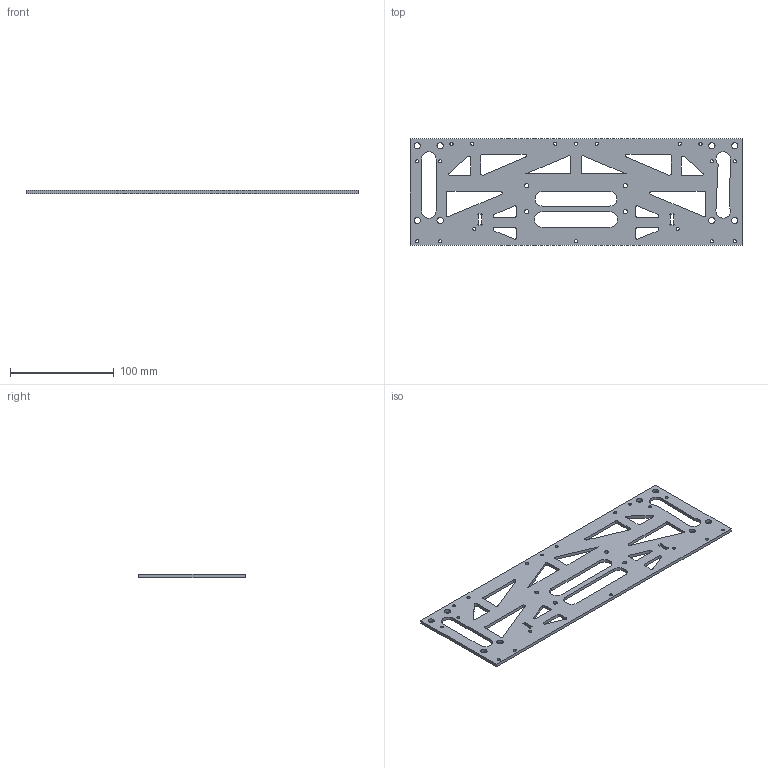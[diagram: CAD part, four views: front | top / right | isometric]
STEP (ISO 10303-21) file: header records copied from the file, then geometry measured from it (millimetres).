
FILE_DESCRIPTION (( 'STEP AP203' ), '1' );
FILE_NAME ('忐誘忤Ч結啣x1-抯啣.STEP', '2024-11-05T11:25:18', ( '' ), ( '' ), 'SwSTEP 2.0', 'SolidWorks 2020', '' );
FILE_SCHEMA (( 'CONFIG_CONTROL_DESIGN' ));
Length unit declared in the file: millimetre
Products named in the file (1): 忐誘忤Ч結啣x1-抯啣
Bounding box: 320 x 103 x 3 mm (x, y, z)
Volume: 72683.6 mm3; surface area: 57457 mm2
Topology: 1 solids, 1 shells, 179 faces, 531 edges, 354 vertices
Faces by surface type: cylinder 121, plane 58
Entity records: 6376 total; most frequent: DIRECTION 1133, CARTESIAN_POINT 1065, ORIENTED_EDGE 1062, EDGE_CURVE 531, AXIS2_PLACEMENT_3D 422, VERTEX_POINT 354, LINE 289, VECTOR 289
